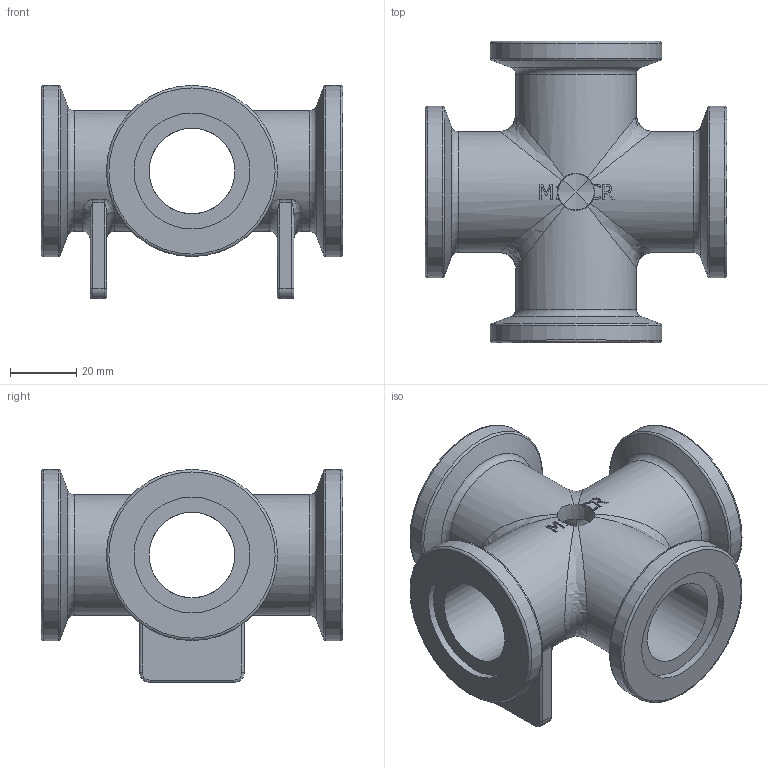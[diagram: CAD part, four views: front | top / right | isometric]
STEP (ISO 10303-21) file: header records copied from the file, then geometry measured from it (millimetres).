
FILE_DESCRIPTION(/* description */ ('M100CR w/ 1/4" FPT Hole'),/* implementation_level */ '2;1');
FILE_NAME(/* name */ 'M100CRC1.stp',/* time_stamp */ '2016-12-05T14:35:54-05:00',/* author */ ('areid'),/* organization */ (''),/* preprocessor_version */ 'ST-DEVELOPER v16.5',/* originating_system */ 'Autodesk Inventor 2017',/* authorisation */ '');
FILE_SCHEMA (('AUTOMOTIVE_DESIGN { 1 0 10303 214 3 1 1 }'));
Length unit declared in the file: inch
Products named in the file (2): M100CRC1; M100CRU
Assembly tree (1 placements, depth 2):
  M100CRC1
    M100CRU
Bounding box: 91.19 x 91.19 x 64.52 mm (x, y, z)
Volume: 107586.8 mm3; surface area: 41320.1 mm2
Topology: 1 solids, 3 shells, 376 faces, 1004 edges, 640 vertices
Faces by surface type: plane 148, bspline 123, cylinder 76, torus 24, cone 5
Full cylindrical faces by diameter (mm): 25.908 x4, 35.052 x4, 36.576 x4, 51.816 x4
Entity records: 31077 total; most frequent: CARTESIAN_POINT 22469, ORIENTED_EDGE 1918, DIRECTION 1496, EDGE_CURVE 959, VERTEX_POINT 632, AXIS2_PLACEMENT_3D 532, EDGE_LOOP 435, LINE 432
